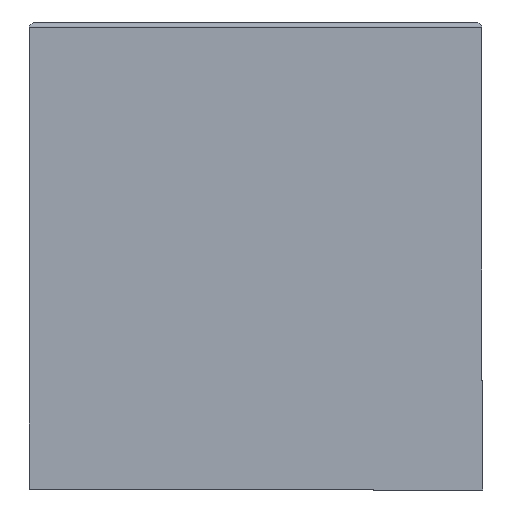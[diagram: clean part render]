
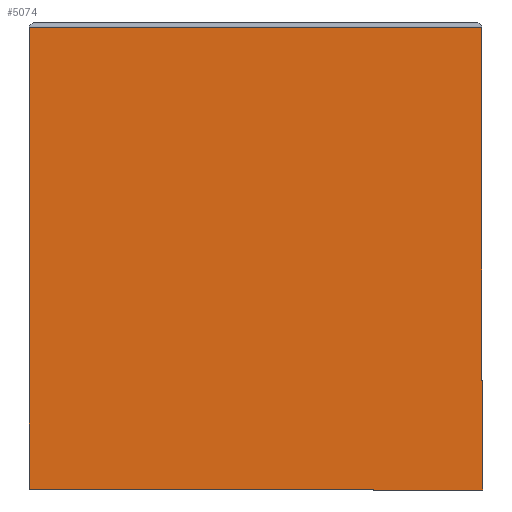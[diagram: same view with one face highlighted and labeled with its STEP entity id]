
A CAD part, left-side view. The second image highlights one B-rep face of the part: STEP entity #5074.
In plain terms, the highlighted planar face has unit normal (-1, 0, 0).
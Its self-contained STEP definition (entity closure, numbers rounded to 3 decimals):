
#547=FACE_OUTER_BOUND('',#840,.T.);
#840=EDGE_LOOP('',(#4533,#4534,#4535,#4536,#4537,#4538,#4539,#4540));
#1301=LINE('',#8599,#1854);
#1305=LINE('',#8608,#1858);
#1315=LINE('',#8630,#1868);
#1316=LINE('',#8633,#1869);
#1346=LINE('',#8697,#1899);
#1352=LINE('',#8707,#1905);
#1359=LINE('',#8721,#1912);
#1394=LINE('',#8787,#1947);
#1854=VECTOR('',#6148,10.);
#1858=VECTOR('',#6158,10.);
#1868=VECTOR('',#6174,10.);
#1869=VECTOR('',#6177,10.);
#1899=VECTOR('',#6225,10.);
#1905=VECTOR('',#6235,10.);
#1912=VECTOR('',#6250,10.);
#1947=VECTOR('',#6311,10.);
#2360=VERTEX_POINT('',#8594);
#2361=VERTEX_POINT('',#8598);
#2363=VERTEX_POINT('',#8606);
#2370=VERTEX_POINT('',#8624);
#2372=VERTEX_POINT('',#8628);
#2373=VERTEX_POINT('',#8632);
#2396=VERTEX_POINT('',#8693);
#2398=VERTEX_POINT('',#8696);
#3040=EDGE_CURVE('',#2361,#2360,#1301,.T.);
#3045=EDGE_CURVE('',#2363,#2361,#1305,.T.);
#3055=EDGE_CURVE('',#2370,#2372,#1315,.T.);
#3056=EDGE_CURVE('',#2373,#2372,#1316,.T.);
#3086=EDGE_CURVE('',#2396,#2398,#1346,.T.);
#3092=EDGE_CURVE('',#2398,#2373,#1352,.T.);
#3099=EDGE_CURVE('',#2396,#2360,#1359,.T.);
#3134=EDGE_CURVE('',#2370,#2363,#1394,.T.);
#4533=ORIENTED_EDGE('',*,*,#3040,.F.);
#4534=ORIENTED_EDGE('',*,*,#3045,.F.);
#4535=ORIENTED_EDGE('',*,*,#3134,.F.);
#4536=ORIENTED_EDGE('',*,*,#3055,.T.);
#4537=ORIENTED_EDGE('',*,*,#3056,.F.);
#4538=ORIENTED_EDGE('',*,*,#3092,.F.);
#4539=ORIENTED_EDGE('',*,*,#3086,.F.);
#4540=ORIENTED_EDGE('',*,*,#3099,.T.);
#4741=PLANE('',#5311);
#5074=ADVANCED_FACE('',(#547),#4741,.T.);
#5311=AXIS2_PLACEMENT_3D('',#8786,#6309,#6310);
#6148=DIRECTION('',(0.,-1.,0.));
#6158=DIRECTION('',(0.,0.,1.));
#6174=DIRECTION('',(0.,0.,-1.));
#6177=DIRECTION('',(0.,1.,0.));
#6225=DIRECTION('',(0.,-1.,0.));
#6235=DIRECTION('',(0.,0.,-1.));
#6250=DIRECTION('',(0.,0.,1.));
#6309=DIRECTION('center_axis',(-1.,0.,0.));
#6310=DIRECTION('ref_axis',(0.,0.,1.));
#6311=DIRECTION('',(0.,1.,0.));
#8594=CARTESIAN_POINT('',(-18.5,-2.49,5.1));
#8598=CARTESIAN_POINT('',(-18.5,2.5,5.1));
#8599=CARTESIAN_POINT('',(-18.5,-2.49,5.1));
#8606=CARTESIAN_POINT('',(-18.5,2.5,0.01));
#8608=CARTESIAN_POINT('',(-18.5,2.5,0.01));
#8624=CARTESIAN_POINT('',(-18.5,-1.3,0.01));
#8628=CARTESIAN_POINT('',(-18.5,-1.3,0.));
#8630=CARTESIAN_POINT('',(-18.5,-1.3,0.01));
#8632=CARTESIAN_POINT('',(-18.5,-2.5,0.));
#8633=CARTESIAN_POINT('',(-18.5,-1.3,0.));
#8693=CARTESIAN_POINT('',(-18.5,-2.49,1.21));
#8696=CARTESIAN_POINT('',(-18.5,-2.5,1.21));
#8697=CARTESIAN_POINT('',(-18.5,-2.49,1.21));
#8707=CARTESIAN_POINT('',(-18.5,-2.5,1.21));
#8721=CARTESIAN_POINT('',(-18.5,-2.49,0.01));
#8786=CARTESIAN_POINT('Origin',(-18.5,-2.49,0.01));
#8787=CARTESIAN_POINT('',(-18.5,-2.49,0.01));
